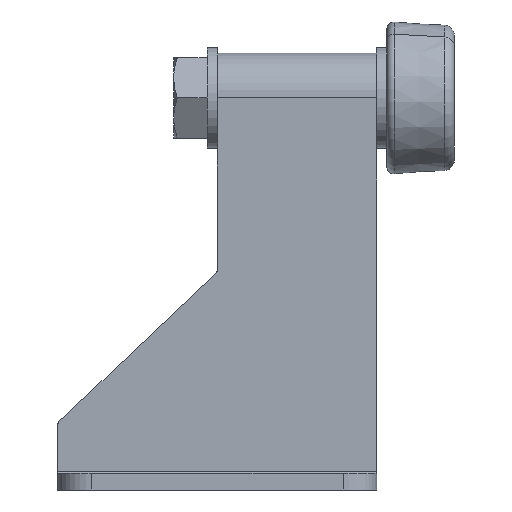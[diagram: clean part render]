
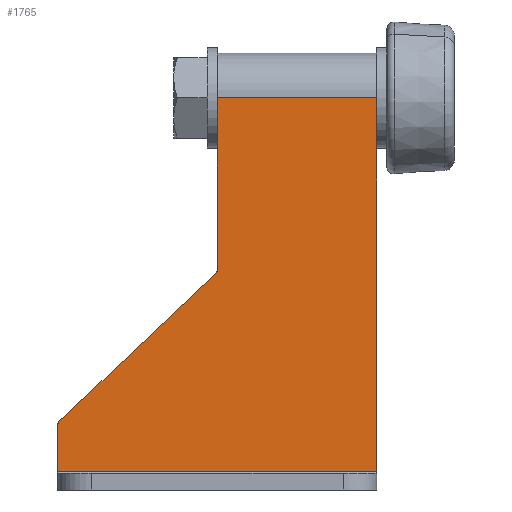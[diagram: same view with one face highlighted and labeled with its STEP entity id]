
A CAD part, left-side view. The second image highlights one B-rep face of the part: STEP entity #1765.
In plain terms, the highlighted planar face has unit normal (-1, 0, 0).
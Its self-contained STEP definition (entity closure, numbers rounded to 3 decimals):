
#23 = CARTESIAN_POINT ( 'NONE',  ( -13., 95., 0.5 ) ) ;
#25 = ORIENTED_EDGE ( 'NONE', *, *, #2274, .T. ) ;
#88 = ORIENTED_EDGE ( 'NONE', *, *, #2530, .T. ) ;
#134 = ORIENTED_EDGE ( 'NONE', *, *, #3216, .F. ) ;
#167 = CARTESIAN_POINT ( 'NONE',  ( -13., 95., 111.75 ) ) ;
#170 = DIRECTION ( 'NONE',  ( 1., 0., 0. ) ) ;
#189 = CARTESIAN_POINT ( 'NONE',  ( -13., 48.5, 60.43 ) ) ;
#238 = VERTEX_POINT ( 'NONE', #1792 ) ;
#273 = CARTESIAN_POINT ( 'NONE',  ( -13., 47.5, 111.75 ) ) ;
#323 = VECTOR ( 'NONE', #2051, 1000. ) ;
#328 = ORIENTED_EDGE ( 'NONE', *, *, #752, .T. ) ;
#390 = CIRCLE ( 'NONE', #1063, 1. ) ;
#452 = CARTESIAN_POINT ( 'NONE',  ( -13., 94.688, 15.296 ) ) ;
#475 = ORIENTED_EDGE ( 'NONE', *, *, #2653, .T. ) ;
#487 = CARTESIAN_POINT ( 'NONE',  ( -13., 0., 0.5 ) ) ;
#551 = EDGE_CURVE ( 'NONE', #1272, #2509, #652, .T. ) ;
#562 = VERTEX_POINT ( 'NONE', #1907 ) ;
#652 = LINE ( 'NONE', #167, #2359 ) ;
#675 = AXIS2_PLACEMENT_3D ( 'NONE', #951, #1985, #707 ) ;
#699 = VECTOR ( 'NONE', #1090, 1000. ) ;
#707 = DIRECTION ( 'NONE',  ( 0., 0., -1. ) ) ;
#709 = CARTESIAN_POINT ( 'NONE',  ( -13., 95., 0.5 ) ) ;
#723 = FACE_OUTER_BOUND ( 'NONE', #1418, .T. ) ;
#752 = EDGE_CURVE ( 'NONE', #1407, #238, #2780, .T. ) ;
#799 = VECTOR ( 'NONE', #3303, 1000. ) ;
#807 = CARTESIAN_POINT ( 'NONE',  ( -13., 47.5, 60.43 ) ) ;
#849 = CIRCLE ( 'NONE', #675, 1. ) ;
#899 = CARTESIAN_POINT ( 'NONE',  ( -13., 47.5, 0.5 ) ) ;
#947 = DIRECTION ( 'NONE',  ( 0., 0., 1. ) ) ;
#950 = DIRECTION ( 'NONE',  ( 0., 0., 1. ) ) ;
#951 = CARTESIAN_POINT ( 'NONE',  ( -13., 94., 14.57 ) ) ;
#968 = VERTEX_POINT ( 'NONE', #807 ) ;
#987 = DIRECTION ( 'NONE',  ( 0., 0., -1. ) ) ;
#1063 = AXIS2_PLACEMENT_3D ( 'NONE', #189, #170, #3027 ) ;
#1090 = DIRECTION ( 'NONE',  ( 0., 0., -1. ) ) ;
#1152 = ORIENTED_EDGE ( 'NONE', *, *, #2052, .T. ) ;
#1240 = PLANE ( 'NONE',  #1986 ) ;
#1249 = LINE ( 'NONE', #487, #2955 ) ;
#1272 = VERTEX_POINT ( 'NONE', #273 ) ;
#1407 = VERTEX_POINT ( 'NONE', #23 ) ;
#1418 = EDGE_LOOP ( 'NONE', ( #88, #475, #134, #328, #25, #2227, #1152, #2676 ) ) ;
#1453 = VECTOR ( 'NONE', #947, 1000. ) ;
#1472 = LINE ( 'NONE', #2485, #799 ) ;
#1765 = ADVANCED_FACE ( 'NONE', ( #723 ), #1240, .F. ) ;
#1792 = CARTESIAN_POINT ( 'NONE',  ( -13., 0., 0.5 ) ) ;
#1907 = CARTESIAN_POINT ( 'NONE',  ( -13., 47.812, 59.704 ) ) ;
#1912 = LINE ( 'NONE', #899, #699 ) ;
#1965 = LINE ( 'NONE', #2990, #1453 ) ;
#1985 = DIRECTION ( 'NONE',  ( -1., 0., 0. ) ) ;
#1986 = AXIS2_PLACEMENT_3D ( 'NONE', #709, #2220, #987 ) ;
#2051 = DIRECTION ( 'NONE',  ( 0., -1., 0. ) ) ;
#2052 = EDGE_CURVE ( 'NONE', #1272, #968, #1912, .T. ) ;
#2150 = EDGE_CURVE ( 'NONE', #968, #562, #390, .T. ) ;
#2220 = DIRECTION ( 'NONE',  ( 1., 0., 0. ) ) ;
#2227 = ORIENTED_EDGE ( 'NONE', *, *, #551, .F. ) ;
#2272 = VERTEX_POINT ( 'NONE', #452 ) ;
#2274 = EDGE_CURVE ( 'NONE', #238, #2509, #1249, .T. ) ;
#2359 = VECTOR ( 'NONE', #2761, 1000. ) ;
#2485 = CARTESIAN_POINT ( 'NONE',  ( -13., 102.239, 8.142 ) ) ;
#2509 = VERTEX_POINT ( 'NONE', #2674 ) ;
#2530 = EDGE_CURVE ( 'NONE', #562, #2272, #1472, .T. ) ;
#2653 = EDGE_CURVE ( 'NONE', #2272, #2772, #849, .T. ) ;
#2674 = CARTESIAN_POINT ( 'NONE',  ( -13., 0., 111.75 ) ) ;
#2676 = ORIENTED_EDGE ( 'NONE', *, *, #2150, .T. ) ;
#2761 = DIRECTION ( 'NONE',  ( 0., -1., 0. ) ) ;
#2772 = VERTEX_POINT ( 'NONE', #2874 ) ;
#2780 = LINE ( 'NONE', #3285, #323 ) ;
#2874 = CARTESIAN_POINT ( 'NONE',  ( -13., 95., 14.57 ) ) ;
#2955 = VECTOR ( 'NONE', #950, 1000. ) ;
#2990 = CARTESIAN_POINT ( 'NONE',  ( -13., 95., 0.5 ) ) ;
#3027 = DIRECTION ( 'NONE',  ( 0., 0., -1. ) ) ;
#3216 = EDGE_CURVE ( 'NONE', #1407, #2772, #1965, .T. ) ;
#3285 = CARTESIAN_POINT ( 'NONE',  ( -13., 95., 0.5 ) ) ;
#3303 = DIRECTION ( 'NONE',  ( 0., 0.726, -0.688 ) ) ;
